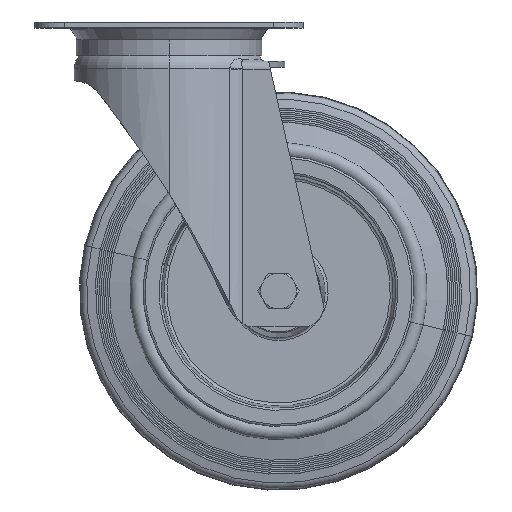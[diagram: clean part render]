
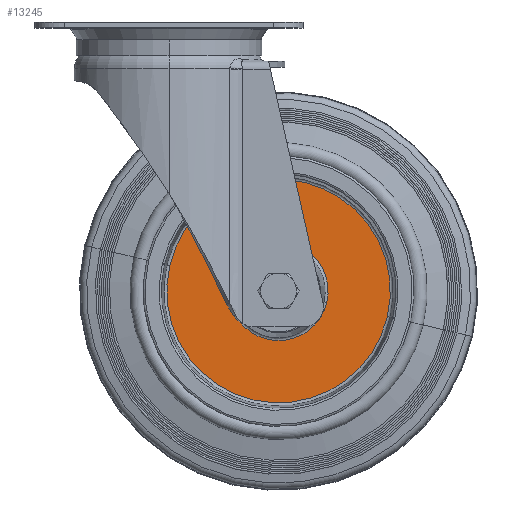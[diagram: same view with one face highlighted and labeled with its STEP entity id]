
A CAD part, top view. The second image highlights one B-rep face of the part: STEP entity #13245.
In plain terms, the highlighted planar face has unit normal (0, 0, 1).
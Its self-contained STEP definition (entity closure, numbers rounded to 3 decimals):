
#114 = CARTESIAN_POINT ( 'NONE',  ( 55., -135., -12.482 ) ) ;
#637 = PLANE ( 'NONE',  #5801 ) ;
#1066 = CARTESIAN_POINT ( 'NONE',  ( 79.198, -140.687, -12.482 ) ) ;
#1352 = EDGE_CURVE ( 'NONE', #20571, #3590, #9610, .T. ) ;
#1796 = VERTEX_POINT ( 'NONE', #17976 ) ;
#1803 = ORIENTED_EDGE ( 'NONE', *, *, #7184, .T. ) ;
#2564 = CARTESIAN_POINT ( 'NONE',  ( 0.38, -122.162, -12.482 ) ) ;
#2658 = ORIENTED_EDGE ( 'NONE', *, *, #1352, .T. ) ;
#3590 = VERTEX_POINT ( 'NONE', #7718 ) ;
#4093 = DIRECTION ( 'NONE',  ( -0.973, 0.229, 0. ) ) ;
#4623 = EDGE_LOOP ( 'NONE', ( #2658, #1803 ) ) ;
#4634 = DIRECTION ( 'NONE',  ( -0.973, 0.229, 0. ) ) ;
#5801 = AXIS2_PLACEMENT_3D ( 'NONE', #9988, #21571, #11691 ) ;
#6329 = EDGE_CURVE ( 'NONE', #1796, #18423, #17895, .T. ) ;
#6366 = CARTESIAN_POINT ( 'NONE',  ( 55., -135., -12.482 ) ) ;
#6774 = AXIS2_PLACEMENT_3D ( 'NONE', #19878, #9526, #4093 ) ;
#7006 = DIRECTION ( 'NONE',  ( 0., 0., -1. ) ) ;
#7050 = EDGE_LOOP ( 'NONE', ( #13474, #17894 ) ) ;
#7184 = EDGE_CURVE ( 'NONE', #3590, #20571, #9525, .T. ) ;
#7700 = DIRECTION ( 'NONE',  ( -0.973, 0.229, 0. ) ) ;
#7718 = CARTESIAN_POINT ( 'NONE',  ( 109.62, -147.838, -12.482 ) ) ;
#8266 = DIRECTION ( 'NONE',  ( 0., 0., -1. ) ) ;
#8953 = CIRCLE ( 'NONE', #21975, 24.857 ) ;
#9188 = AXIS2_PLACEMENT_3D ( 'NONE', #6366, #8266, #4634 ) ;
#9491 = EDGE_CURVE ( 'NONE', #18423, #1796, #8953, .T. ) ;
#9525 = CIRCLE ( 'NONE', #15345, 56.108 ) ;
#9526 = DIRECTION ( 'NONE',  ( 0., 0., 1. ) ) ;
#9610 = CIRCLE ( 'NONE', #6774, 56.108 ) ;
#9988 = CARTESIAN_POINT ( 'NONE',  ( -0.975, -121.844, -12.482 ) ) ;
#11691 = DIRECTION ( 'NONE',  ( -0.973, 0.229, 0. ) ) ;
#12494 = FACE_OUTER_BOUND ( 'NONE', #4623, .T. ) ;
#13245 = ADVANCED_FACE ( 'NONE', ( #14304, #12494 ), #637, .F. ) ;
#13474 = ORIENTED_EDGE ( 'NONE', *, *, #6329, .T. ) ;
#14304 = FACE_BOUND ( 'NONE', #7050, .T. ) ;
#15345 = AXIS2_PLACEMENT_3D ( 'NONE', #16080, #18108, #7700 ) ;
#16080 = CARTESIAN_POINT ( 'NONE',  ( 55., -135., -12.482 ) ) ;
#17894 = ORIENTED_EDGE ( 'NONE', *, *, #9491, .T. ) ;
#17895 = CIRCLE ( 'NONE', #9188, 24.857 ) ;
#17976 = CARTESIAN_POINT ( 'NONE',  ( 30.802, -129.313, -12.482 ) ) ;
#18108 = DIRECTION ( 'NONE',  ( 0., 0., 1. ) ) ;
#18423 = VERTEX_POINT ( 'NONE', #1066 ) ;
#18897 = DIRECTION ( 'NONE',  ( -0.973, 0.229, 0. ) ) ;
#19878 = CARTESIAN_POINT ( 'NONE',  ( 55., -135., -12.482 ) ) ;
#20571 = VERTEX_POINT ( 'NONE', #2564 ) ;
#21571 = DIRECTION ( 'NONE',  ( 0., 0., -1. ) ) ;
#21975 = AXIS2_PLACEMENT_3D ( 'NONE', #114, #7006, #18897 ) ;
